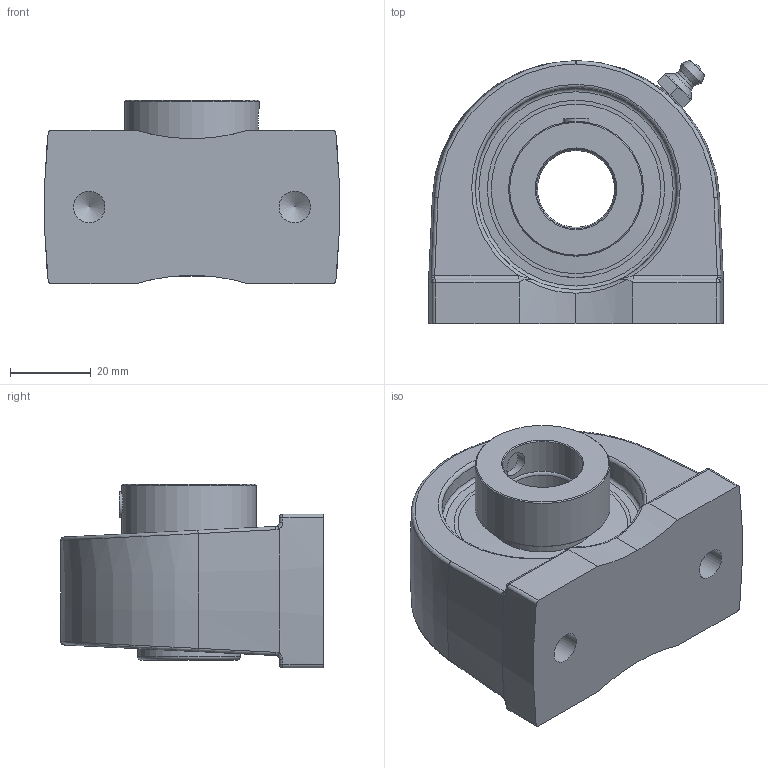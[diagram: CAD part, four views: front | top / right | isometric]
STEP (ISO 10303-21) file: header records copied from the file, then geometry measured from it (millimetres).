
FILE_DESCRIPTION(('HOOPS Exchange Step'),'2;1');
FILE_NAME('export-1432DD6C-35F3-40D8-A205-3D71E2008AC5.stp','2019-12-13T14:50:22-08:00',('ibuslach'),('Alibre'),'HOOPS Exchange 2019.2','Alibre','Unknown authorisation');
FILE_SCHEMA( ('AP242_MANAGED_MODEL_BASED_3D_ENGINEERING_MIM_LF {1 0 10303 442 1 1 4 }') );
Length unit declared in the file: centimetre
Products named in the file (8): MRN SPA 204; UCP ZERK 6mm; SHC 204-12 RACE; SHC 204-12 COLLAR; SHC 204-12 SHIELD; SHC 204 SS; MRN SHC 204-12; MRN SHCPA 204-12
Assembly tree (7 placements, depth 3):
  MRN SHCPA 204-12
    MRN SPA 204
    UCP ZERK 6mm
    MRN SHC 204-12
      SHC 204-12 RACE
      SHC 204-12 COLLAR
      SHC 204-12 SHIELD
      SHC 204 SS
Bounding box: 72.85 x 65.12 x 45.41 mm (x, y, z)
Volume: 96574.2 mm3; surface area: 38729.3 mm2
Topology: 14 solids, 14 shells, 209 faces, 539 edges, 336 vertices
Faces by surface type: cylinder 59, plane 51, bspline 29, torus 24, cone 23, sphere 23
Full cylindrical faces by diameter (mm): 1.505 x2, 6 x2, 6.35 x3, 7.798 x2, 19.05 x1, 19.685 x1, 23.368 x2, 25.4 x4, 26.416 x2, 33.3 x1, 38.1 x2, 41.91 x4, 49.784 x2
Entity records: 13340 total; most frequent: CARTESIAN_POINT 8238, DIRECTION 1042, ORIENTED_EDGE 1024, EDGE_CURVE 512, AXIS2_PLACEMENT_3D 450, VERTEX_POINT 336, CIRCLE 241, EDGE_LOOP 234
